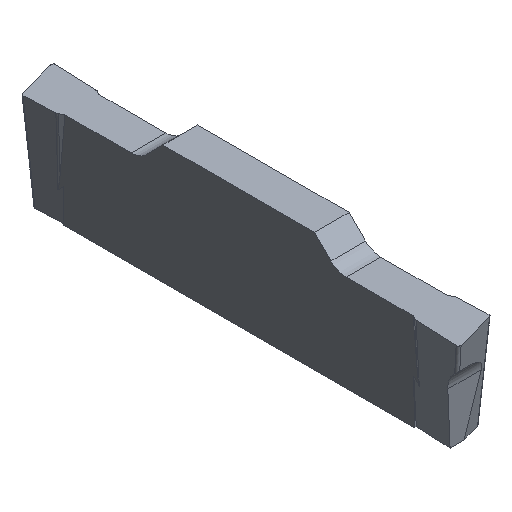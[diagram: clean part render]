
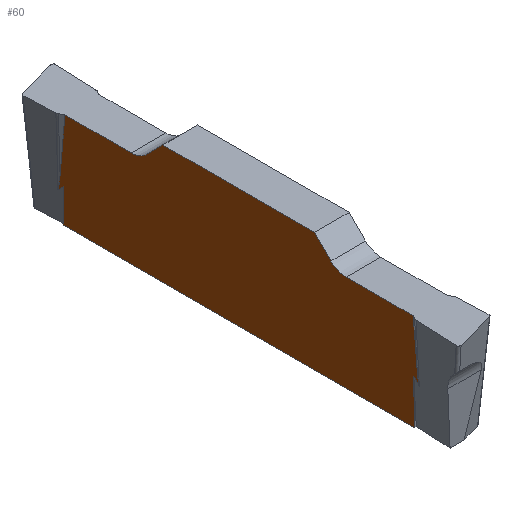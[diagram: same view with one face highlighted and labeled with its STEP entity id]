
A CAD part, isometric view. The second image highlights one B-rep face of the part: STEP entity #60.
In plain terms, the highlighted planar face has unit normal (-1, 0, 0).
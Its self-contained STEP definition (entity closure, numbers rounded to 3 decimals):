
#47=CIRCLE('',#771,1.);
#48=CIRCLE('',#772,1.);
#60=ADVANCED_FACE('',(#120),#96,.T.);
#96=PLANE('',#773);
#120=FACE_OUTER_BOUND('',#156,.T.);
#156=EDGE_LOOP('',(#241,#242,#243,#244,#245,#246,#247,#248,#249,#250,#251,
#252,#253,#254,#255,#256));
#241=ORIENTED_EDGE('',*,*,#509,.T.);
#242=ORIENTED_EDGE('',*,*,#510,.T.);
#243=ORIENTED_EDGE('',*,*,#511,.F.);
#244=ORIENTED_EDGE('',*,*,#512,.F.);
#245=ORIENTED_EDGE('',*,*,#481,.T.);
#246=ORIENTED_EDGE('',*,*,#513,.F.);
#247=ORIENTED_EDGE('',*,*,#502,.F.);
#248=ORIENTED_EDGE('',*,*,#514,.T.);
#249=ORIENTED_EDGE('',*,*,#515,.T.);
#250=ORIENTED_EDGE('',*,*,#516,.F.);
#251=ORIENTED_EDGE('',*,*,#517,.F.);
#252=ORIENTED_EDGE('',*,*,#518,.F.);
#253=ORIENTED_EDGE('',*,*,#519,.F.);
#254=ORIENTED_EDGE('',*,*,#520,.F.);
#255=ORIENTED_EDGE('',*,*,#521,.F.);
#256=ORIENTED_EDGE('',*,*,#522,.F.);
#413=VERTEX_POINT('',#1026);
#414=VERTEX_POINT('',#1028);
#431=VERTEX_POINT('',#1074);
#432=VERTEX_POINT('',#1076);
#437=VERTEX_POINT('',#1090);
#438=VERTEX_POINT('',#1091);
#439=VERTEX_POINT('',#1111);
#440=VERTEX_POINT('',#1113);
#441=VERTEX_POINT('',#1129);
#442=VERTEX_POINT('',#1131);
#443=VERTEX_POINT('',#1133);
#444=VERTEX_POINT('',#1135);
#445=VERTEX_POINT('',#1137);
#446=VERTEX_POINT('',#1139);
#447=VERTEX_POINT('',#1141);
#448=VERTEX_POINT('',#1143);
#481=EDGE_CURVE('',#414,#413,#582,.T.);
#502=EDGE_CURVE('',#431,#432,#597,.T.);
#509=EDGE_CURVE('',#437,#438,#603,.T.);
#510=EDGE_CURVE('',#438,#439,#727,.T.);
#511=EDGE_CURVE('',#440,#439,#604,.T.);
#512=EDGE_CURVE('',#414,#440,#605,.T.);
#513=EDGE_CURVE('',#432,#413,#606,.T.);
#514=EDGE_CURVE('',#431,#441,#728,.T.);
#515=EDGE_CURVE('',#441,#442,#607,.T.);
#516=EDGE_CURVE('',#443,#442,#608,.T.);
#517=EDGE_CURVE('',#444,#443,#47,.T.);
#518=EDGE_CURVE('',#445,#444,#609,.T.);
#519=EDGE_CURVE('',#446,#445,#610,.T.);
#520=EDGE_CURVE('',#447,#446,#611,.T.);
#521=EDGE_CURVE('',#448,#447,#48,.T.);
#522=EDGE_CURVE('',#437,#448,#612,.T.);
#582=LINE('',#1027,#656);
#597=LINE('',#1075,#671);
#603=LINE('',#1089,#677);
#604=LINE('',#1112,#678);
#605=LINE('',#1114,#679);
#606=LINE('',#1115,#680);
#607=LINE('',#1130,#681);
#608=LINE('',#1132,#682);
#609=LINE('',#1136,#683);
#610=LINE('',#1138,#684);
#611=LINE('',#1140,#685);
#612=LINE('',#1144,#686);
#656=VECTOR('',#825,1.);
#671=VECTOR('',#854,1.);
#677=VECTOR('',#866,1.);
#678=VECTOR('',#867,1.);
#679=VECTOR('',#868,1.);
#680=VECTOR('',#869,1.);
#681=VECTOR('',#870,1.);
#682=VECTOR('',#871,1.);
#683=VECTOR('',#874,1.);
#684=VECTOR('',#875,1.);
#685=VECTOR('',#876,1.);
#686=VECTOR('',#879,1.);
#727=B_SPLINE_CURVE_WITH_KNOTS('',3,(#1092,#1093,#1094,#1095,#1096,#1097,
#1098,#1099,#1100,#1101,#1102,#1103,#1104,#1105,#1106,#1107,#1108,#1109,
#1110),.UNSPECIFIED.,.F.,.F.,(4,3,3,3,3,3,4),(0.,0.312,0.653,
0.824,0.929,0.98,1.),.UNSPECIFIED.);
#728=B_SPLINE_CURVE_WITH_KNOTS('',3,(#1116,#1117,#1118,#1119,#1120,#1121,
#1122,#1123,#1124,#1125,#1126,#1127,#1128),.UNSPECIFIED.,.F.,.F.,(4,3,3,
3,4),(0.,0.038,0.185,0.77,1.),
 .UNSPECIFIED.);
#771=AXIS2_PLACEMENT_3D('',#1134,#872,#873);
#772=AXIS2_PLACEMENT_3D('',#1142,#877,#878);
#773=AXIS2_PLACEMENT_3D('',#1145,#880,#881);
#825=DIRECTION('',(0.,-1.,0.));
#854=DIRECTION('',(0.,0.707,0.707));
#866=DIRECTION('',(0.,0.087,-0.996));
#867=DIRECTION('',(0.,0.707,-0.707));
#868=DIRECTION('',(0.,-0.011,1.));
#869=DIRECTION('',(0.,-0.01,-1.));
#870=DIRECTION('',(0.,0.088,0.996));
#871=DIRECTION('',(0.,-1.,0.));
#872=DIRECTION('',(-1.,0.,0.));
#873=DIRECTION('',(0.,0.,1.));
#874=DIRECTION('',(0.,-0.707,-0.707));
#875=DIRECTION('',(0.,-1.,0.));
#876=DIRECTION('',(0.,-0.707,0.707));
#877=DIRECTION('',(-1.,0.,0.));
#878=DIRECTION('',(0.,0.,1.));
#879=DIRECTION('',(0.,-1.,0.));
#880=DIRECTION('',(-1.,0.,0.));
#881=DIRECTION('',(0.,0.,1.));
#1026=CARTESIAN_POINT('',(-0.8,1.889,-4.454));
#1027=CARTESIAN_POINT('',(-0.8,19.75,-4.454));
#1028=CARTESIAN_POINT('',(-0.8,18.113,-4.454));
#1074=CARTESIAN_POINT('',(-0.8,1.659,-2.671));
#1075=CARTESIAN_POINT('',(-0.8,12.576,8.235));
#1076=CARTESIAN_POINT('',(-0.8,1.91,-2.421));
#1089=CARTESIAN_POINT('',(-0.8,17.949,0.897));
#1090=CARTESIAN_POINT('',(-0.8,18.027,0.));
#1091=CARTESIAN_POINT('',(-0.8,18.25,-2.544));
#1092=CARTESIAN_POINT('',(-0.8,18.25,-2.544));
#1093=CARTESIAN_POINT('',(-0.8,18.255,-2.609));
#1094=CARTESIAN_POINT('',(-0.8,18.261,-2.674));
#1095=CARTESIAN_POINT('',(-0.8,18.268,-2.739));
#1096=CARTESIAN_POINT('',(-0.8,18.276,-2.81));
#1097=CARTESIAN_POINT('',(-0.8,18.284,-2.881));
#1098=CARTESIAN_POINT('',(-0.8,18.295,-2.952));
#1099=CARTESIAN_POINT('',(-0.8,18.3,-2.987));
#1100=CARTESIAN_POINT('',(-0.8,18.306,-3.022));
#1101=CARTESIAN_POINT('',(-0.8,18.313,-3.057));
#1102=CARTESIAN_POINT('',(-0.8,18.318,-3.079));
#1103=CARTESIAN_POINT('',(-0.8,18.323,-3.1));
#1104=CARTESIAN_POINT('',(-0.8,18.329,-3.121));
#1105=CARTESIAN_POINT('',(-0.8,18.333,-3.131));
#1106=CARTESIAN_POINT('',(-0.8,18.336,-3.141));
#1107=CARTESIAN_POINT('',(-0.8,18.341,-3.151));
#1108=CARTESIAN_POINT('',(-0.8,18.343,-3.154));
#1109=CARTESIAN_POINT('',(-0.8,18.346,-3.158));
#1110=CARTESIAN_POINT('',(-0.8,18.349,-3.161));
#1111=CARTESIAN_POINT('',(-0.8,18.349,-3.161));
#1112=CARTESIAN_POINT('',(-0.8,16.942,-1.756));
#1113=CARTESIAN_POINT('',(-0.8,18.097,-2.909));
#1114=CARTESIAN_POINT('',(-0.8,18.055,1.036));
#1115=CARTESIAN_POINT('',(-0.8,1.948,1.241));
#1116=CARTESIAN_POINT('',(-0.8,1.659,-2.671));
#1117=CARTESIAN_POINT('',(-0.8,1.665,-2.666));
#1118=CARTESIAN_POINT('',(-0.8,1.668,-2.659));
#1119=CARTESIAN_POINT('',(-0.8,1.671,-2.652));
#1120=CARTESIAN_POINT('',(-0.8,1.683,-2.625));
#1121=CARTESIAN_POINT('',(-0.8,1.689,-2.595));
#1122=CARTESIAN_POINT('',(-0.8,1.695,-2.566));
#1123=CARTESIAN_POINT('',(-0.8,1.719,-2.451));
#1124=CARTESIAN_POINT('',(-0.8,1.731,-2.333));
#1125=CARTESIAN_POINT('',(-0.8,1.743,-2.216));
#1126=CARTESIAN_POINT('',(-0.8,1.748,-2.17));
#1127=CARTESIAN_POINT('',(-0.8,1.752,-2.124));
#1128=CARTESIAN_POINT('',(-0.8,1.756,-2.077));
#1129=CARTESIAN_POINT('',(-0.8,1.756,-2.077));
#1130=CARTESIAN_POINT('',(-0.8,2.173,2.616));
#1131=CARTESIAN_POINT('',(-0.8,1.941,0.));
#1132=CARTESIAN_POINT('',(-0.8,19.75,0.));
#1133=CARTESIAN_POINT('',(-0.8,5.032,0.));
#1134=CARTESIAN_POINT('',(-0.8,5.032,1.));
#1135=CARTESIAN_POINT('',(-0.8,5.739,0.293));
#1136=CARTESIAN_POINT('',(-0.8,13.125,7.679));
#1137=CARTESIAN_POINT('',(-0.8,6.5,1.054));
#1138=CARTESIAN_POINT('',(-0.8,19.75,1.054));
#1139=CARTESIAN_POINT('',(-0.8,13.5,1.054));
#1140=CARTESIAN_POINT('',(-0.8,16.625,-2.071));
#1141=CARTESIAN_POINT('',(-0.8,14.261,0.293));
#1142=CARTESIAN_POINT('',(-0.8,14.968,1.));
#1143=CARTESIAN_POINT('',(-0.8,14.968,0.));
#1144=CARTESIAN_POINT('',(-0.8,19.75,0.));
#1145=CARTESIAN_POINT('',(-0.8,19.75,1.054));
